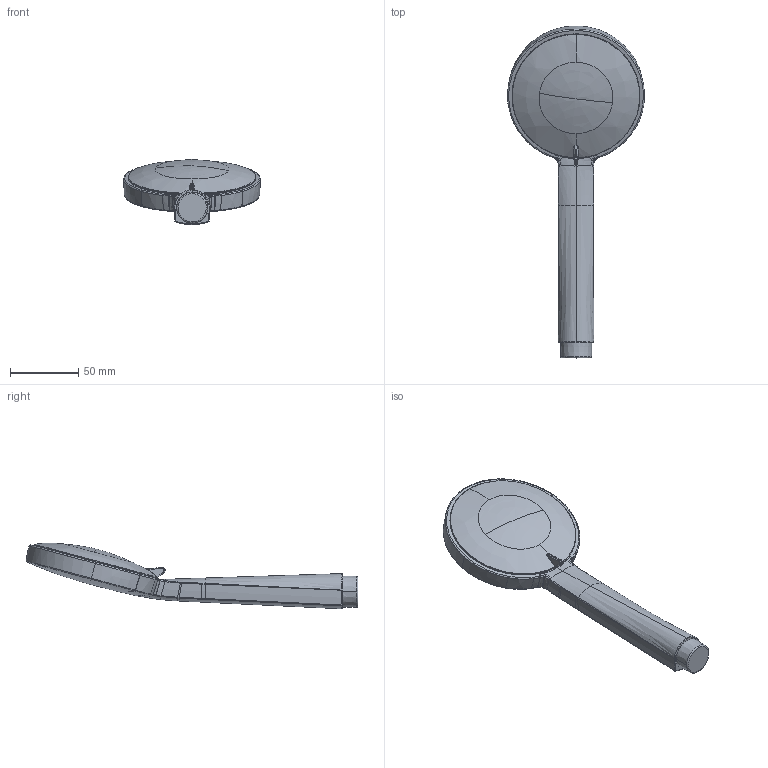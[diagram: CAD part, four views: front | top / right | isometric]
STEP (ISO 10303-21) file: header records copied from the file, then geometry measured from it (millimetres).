
FILE_DESCRIPTION (( 'STEP AP214' ), '1' );
FILE_NAME ('28015979.STEP', '2020-04-06T11:13:05', ( '' ), ( '' ), 'SwSTEP 2.0', 'SolidWorks 2017', '' );
FILE_SCHEMA (( 'AUTOMOTIVE_DESIGN' ));
Length unit declared in the file: millimetre
Products named in the file (4): Planungsmodell_Verstelleinheit-+-04.12.11.146.00.90-01_K1; Planungsmodell_Einsatz-+-09.18.40.185.90-01_K1; Planungsmodell_Gehaeuse-+-09.12.11.143-01_K1; 28015979
Assembly tree (3 placements, depth 2):
  28015979
    Planungsmodell_Gehaeuse-+-09.12.11.143-01_K1
    Planungsmodell_Einsatz-+-09.18.40.185.90-01_K1
    Planungsmodell_Verstelleinheit-+-04.12.11.146.00.90-01_K1
Bounding box: 99.99 x 242.38 x 47.85 mm (x, y, z)
Volume: 217887.7 mm3; surface area: 46129.7 mm2
Topology: 3 solids, 3 shells, 181 faces, 423 edges, 239 vertices
Faces by surface type: bspline 169, plane 8, cone 2, cylinder 2
Entity records: 14747 total; most frequent: CARTESIAN_POINT 11851, ORIENTED_EDGE 828, EDGE_CURVE 414, B_SPLINE_CURVE_WITH_KNOTS 253, VERTEX_POINT 239, DIRECTION 200, ADVANCED_FACE 181, FACE_OUTER_BOUND 181
